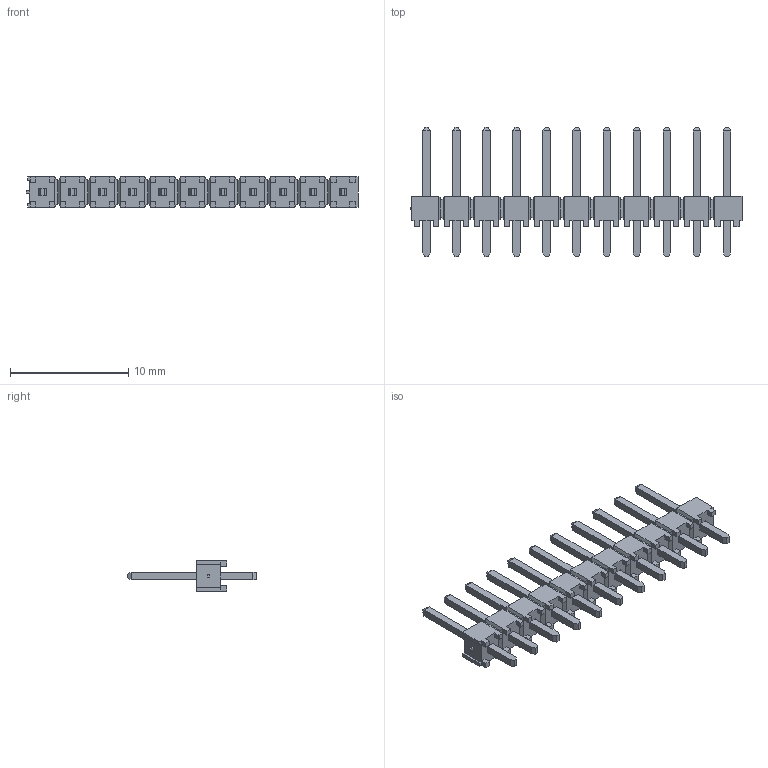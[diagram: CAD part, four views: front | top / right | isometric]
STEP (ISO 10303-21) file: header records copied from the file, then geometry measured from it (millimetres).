
FILE_DESCRIPTION( ( 'STEP AP214' ), '1' );
FILE_NAME( 'TSW-111-07-G-S.stp', '2022-03-25T17:56:25', ( 'License CC BY-ND 4.0' ), ( 'CADENAS' ), ' ', 'PARTsolutions', ' ' );
FILE_SCHEMA( ( 'AUTOMOTIVE_DESIGN { 1 0 10303 214 1 1 1 1 }' ) );
Length unit declared in the file: inch
Products named in the file (3): TSW-111-07-G-S; _TSW-111-07-G-S_body; _T-1S6-07-TSW-1-07-11-S
Assembly tree (2 placements, depth 2):
  TSW-111-07-G-S
    _TSW-111-07-G-S_body
    _T-1S6-07-TSW-1-07-11-S
Bounding box: 28.07 x 10.92 x 2.54 mm (x, y, z)
Volume: 181.8 mm3; surface area: 714.5 mm2
Topology: 2 solids, 2 shells, 557 faces, 1426 edges, 896 vertices
Faces by surface type: plane 557
Entity records: 20842 total; most frequent: CARTESIAN_POINT 2882, ORIENTED_EDGE 2852, DIRECTION 2546, EDGE_CURVE 1426, LINE 1426, VECTOR 1426, VERTEX_POINT 896, EDGE_LOOP 602
